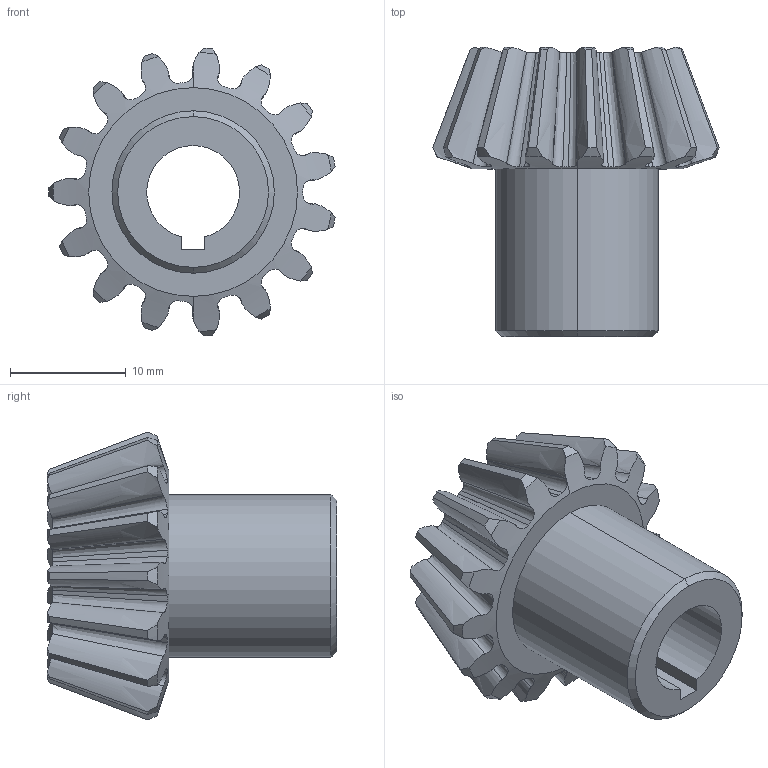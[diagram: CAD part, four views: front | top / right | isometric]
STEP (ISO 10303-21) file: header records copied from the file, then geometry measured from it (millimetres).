
FILE_DESCRIPTION (( 'STEP AP214' ), '1' );
FILE_NAME ('WCP-0232 Rev1.STEP', '2020-07-21T03:51:49', ( '' ), ( '' ), 'SwSTEP 2.0', 'SolidWorks 2018', '' );
FILE_SCHEMA (( 'AUTOMOTIVE_DESIGN' ));
Length unit declared in the file: inch
Products named in the file (1): WCP-0232 Rev1
Bounding box: 24.69 x 24.95 x 24.83 mm (x, y, z)
Volume: 3788.4 mm3; surface area: 2961.5 mm2
Topology: 1 solids, 1 shells, 179 faces, 526 edges, 350 vertices
Faces by surface type: bspline 75, cone 65, plane 36, cylinder 3
Entity records: 9972 total; most frequent: CARTESIAN_POINT 5787, ORIENTED_EDGE 1052, DIRECTION 578, EDGE_CURVE 526, VERTEX_POINT 350, B_SPLINE_CURVE_WITH_KNOTS 244, LINE 196, VECTOR 196
